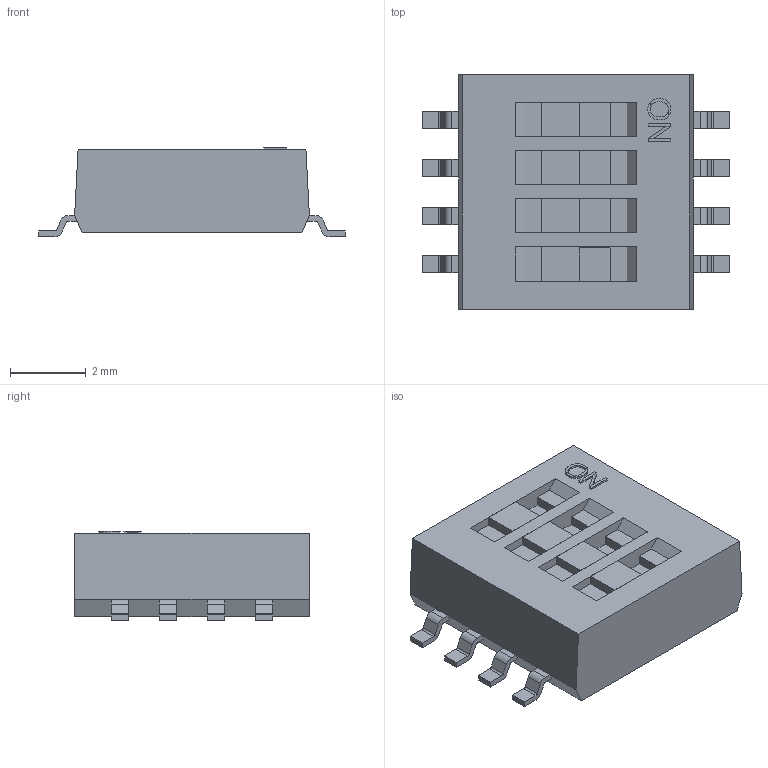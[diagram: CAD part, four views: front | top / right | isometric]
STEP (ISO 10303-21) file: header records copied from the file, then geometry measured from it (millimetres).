
FILE_DESCRIPTION(/* description */ (''),/* implementation_level */ '2;1');
FILE_NAME(/* name */ 'SW_DIPTRONICS_DHA-04TQ.stp',/* time_stamp */ '2017-05-30T10:49:01+02:00',/* author */ ('jchouvet'),/* organization */ (''),/* preprocessor_version */ 'ST-DEVELOPER v16.1',/* originating_system */ 'AutoCAD Mechanical',/* authorisation */ '');
FILE_SCHEMA (('AUTOMOTIVE_DESIGN { 1 0 10303 214 3 1 1 }'));
Length unit declared in the file: millimetre
Products named in the file (1): Product
Bounding box: 8.1 x 6.2 x 2.36 mm (x, y, z)
Volume: 81.6 mm3; surface area: 168.7 mm2
Topology: 18 solids, 18 shells, 301 faces, 783 edges, 522 vertices
Faces by surface type: plane 269, cylinder 32
Entity records: 9103 total; most frequent: CARTESIAN_POINT 1607, ORIENTED_EDGE 1566, DIRECTION 1451, EDGE_CURVE 783, LINE 719, VECTOR 719, VERTEX_POINT 522, AXIS2_PLACEMENT_3D 366
